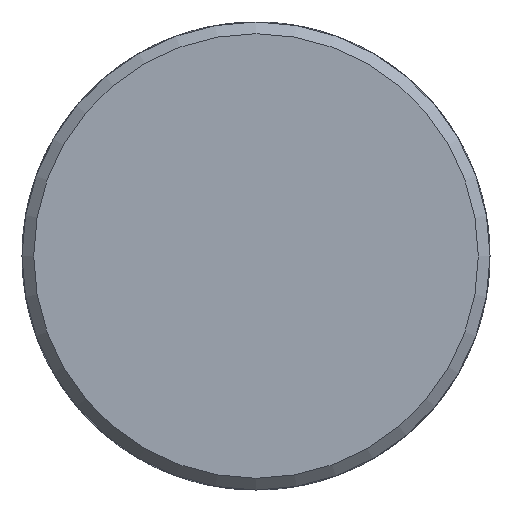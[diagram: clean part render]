
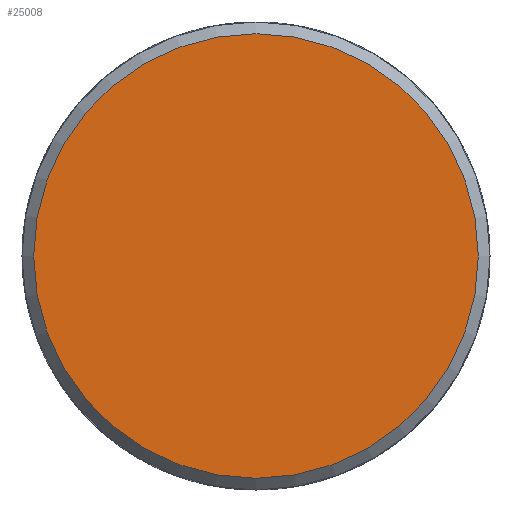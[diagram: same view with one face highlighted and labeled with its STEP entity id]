
A CAD part, left-side view. The second image highlights one B-rep face of the part: STEP entity #25008.
In plain terms, the highlighted planar face has unit normal (-1, 0, 0).
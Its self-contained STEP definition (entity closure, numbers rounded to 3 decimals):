
#2746=CIRCLE($,#26751,9.5);
#2957=FACE_OUTER_BOUND($,#4477,.T.);
#4477=EDGE_LOOP($,(#15940));
#9257=VERTEX_POINT($,#41432);
#11930=EDGE_CURVE($,#9257,#9257,#2746,.T.);
#15940=ORIENTED_EDGE($,*,*,#11930,.F.);
#23669=PLANE($,#26753);
#25008=ADVANCED_FACE($,(#2957),#23669,.T.);
#26751=AXIS2_PLACEMENT_3D($,#41433,#31057,#31058);
#26753=AXIS2_PLACEMENT_3D($,#41436,#31061,#31062);
#31057=DIRECTION('center_axis',(1.,0.,0.));
#31058=DIRECTION('ref_axis',(0.,-1.,0.));
#31061=DIRECTION('center_axis',(-1.,0.,0.));
#31062=DIRECTION('ref_axis',(0.,0.,1.));
#41432=CARTESIAN_POINT('',(0.,9.5,0.));
#41433=CARTESIAN_POINT('Origin',(0.,0.,0.));
#41436=CARTESIAN_POINT('Origin',(0.,5.,0.));
